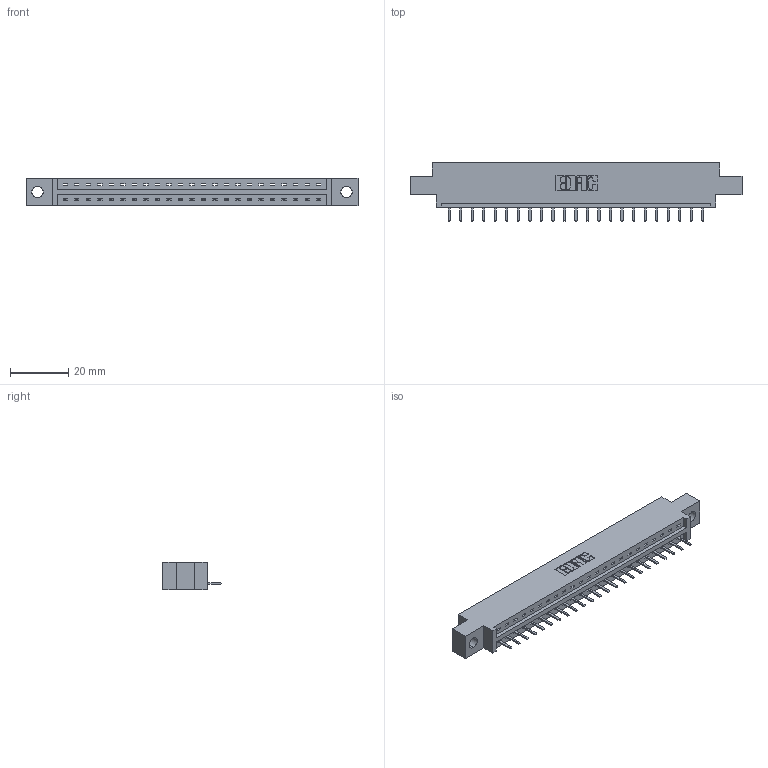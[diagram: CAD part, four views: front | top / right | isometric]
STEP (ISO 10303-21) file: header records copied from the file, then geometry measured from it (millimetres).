
FILE_DESCRIPTION (( 'STEP AP203' ), '1' );
FILE_NAME ('337-023-520-604.STEP', '2018-08-05T16:20:51', ( '' ), ( '' ), 'SwSTEP 2.0', 'SolidWorks 2016', '' );
FILE_SCHEMA (( 'CONFIG_CONTROL_DESIGN' ));
Length unit declared in the file: inch
Products named in the file (3): 345-292-001_345-293-120; 337-023-520-604; 337 Part_0.170 Offset - 0.156 Dia-TH
Assembly tree (24 placements, depth 2):
  337-023-520-604
    337 Part_0.170 Offset - 0.156 Dia-TH
    345-292-001_345-293-120  x23
Bounding box: 114.15 x 20.02 x 9.4 mm (x, y, z)
Volume: 11354.4 mm3; surface area: 11281.2 mm2
Topology: 24 solids, 24 shells, 1636 faces, 4831 edges, 3158 vertices
Faces by surface type: plane 1178, cylinder 458
Entity records: 19803 total; most frequent: CARTESIAN_POINT 3467, ORIENTED_EDGE 3414, DIRECTION 2945, EDGE_CURVE 1707, VECTOR 1575, LINE 1575, VERTEX_POINT 1134, AXIS2_PLACEMENT_3D 685
